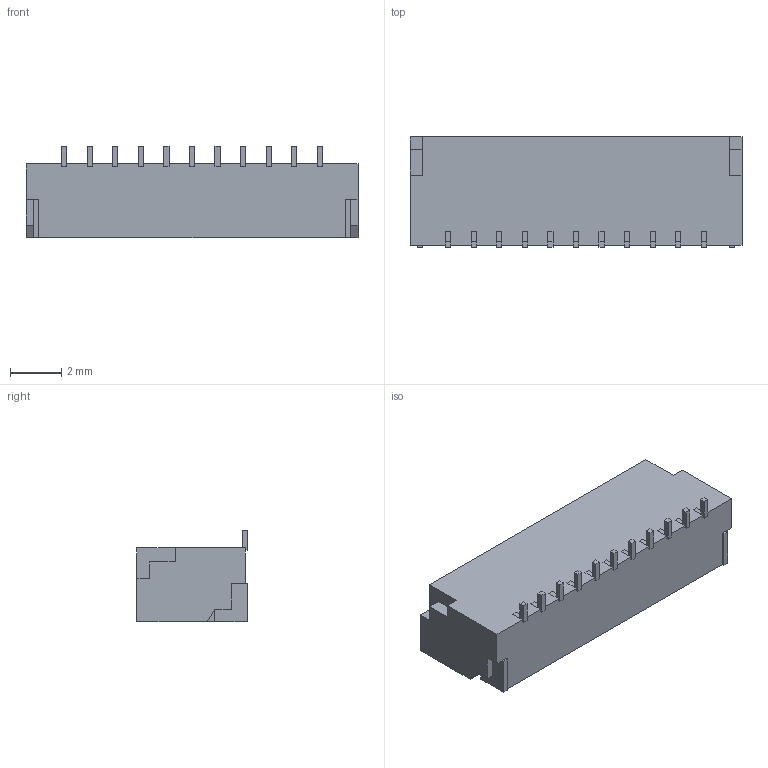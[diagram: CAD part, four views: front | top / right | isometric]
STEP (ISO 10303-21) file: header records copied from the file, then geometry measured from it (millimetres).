
FILE_DESCRIPTION (( 'STEP AP214' ), '1' );
FILE_NAME ('JST_SH_BM11B-SRSS-TB.STEP', '2021-01-14T14:16:47+00:00', 'Stefan Hamminga', '', '', '', '');
FILE_SCHEMA (( 'AUTOMOTIVE_DESIGN' ));
Length unit declared in the file: millimetre
Products named in the file (1): JST_SH_BM11B-SRSS-TB
Bounding box: 13 x 4.32 x 3.6 mm (x, y, z)
Volume: 90.4 mm3; surface area: 375.7 mm2
Topology: 14 solids, 14 shells, 187 faces, 474 edges, 316 vertices
Faces by surface type: plane 187
Entity records: 7067 total; most frequent: CARTESIAN_POINT 978, ORIENTED_EDGE 948, DIRECTION 850, LINE 474, VECTOR 474, EDGE_CURVE 474, VERTEX_POINT 316, EDGE_LOOP 188
